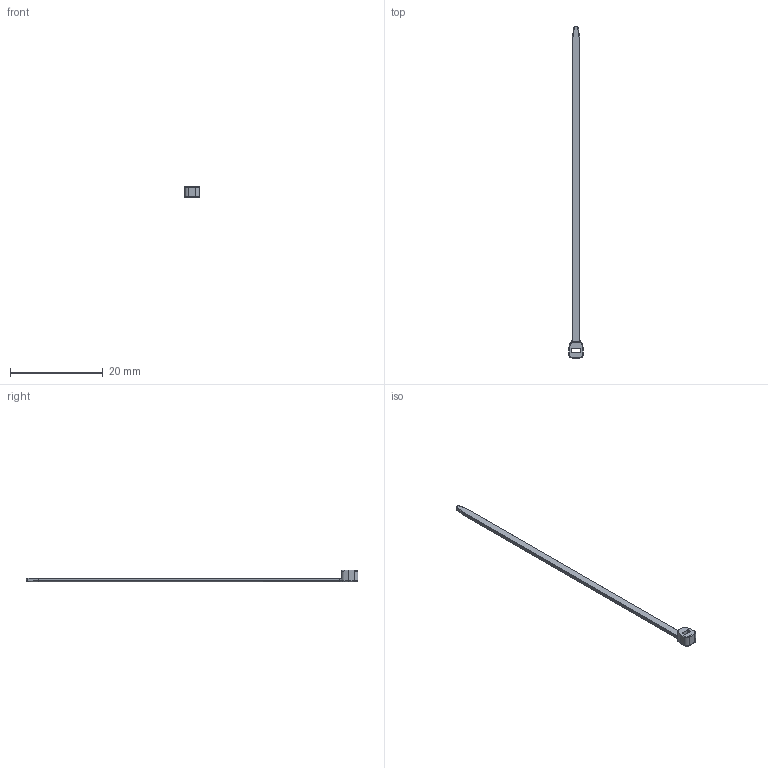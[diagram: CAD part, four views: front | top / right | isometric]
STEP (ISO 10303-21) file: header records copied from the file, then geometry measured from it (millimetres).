
FILE_DESCRIPTION(/* description */ (''),/* implementation_level */ '2;1');
FILE_NAME(/* name */ 'PANDUIT_PLT_6SM',/* time_stamp */ '2012-09-07T15:01:00-05:00',/* author */ (''),/* organization */ (''),/* preprocessor_version */ 'ST-DEVELOPER v9',/* originating_system */ 'UGS - NX 3.0',/* authorisation */ '');
FILE_SCHEMA (('CONFIG_CONTROL_DESIGN'));
Length unit declared in the file: inch
Products named in the file (1): bwg44ECzio7
Bounding box: 3.17 x 71.63 x 2.4 mm (x, y, z)
Volume: 106.3 mm3; surface area: 370.7 mm2
Topology: 1 solids, 1 shells, 64 faces, 154 edges, 92 vertices
Faces by surface type: cylinder 31, plane 17, torus 11, bspline 5
Entity records: 2035 total; most frequent: CARTESIAN_POINT 426, DIRECTION 344, ORIENTED_EDGE 308, EDGE_CURVE 154, AXIS2_PLACEMENT_3D 134, VERTEX_POINT 92, LINE 76, VECTOR 76
